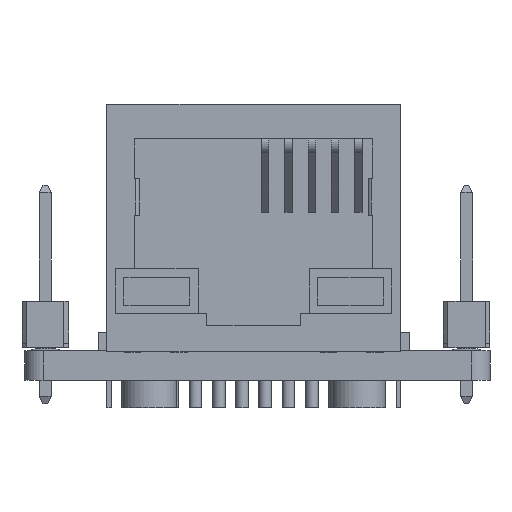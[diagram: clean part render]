
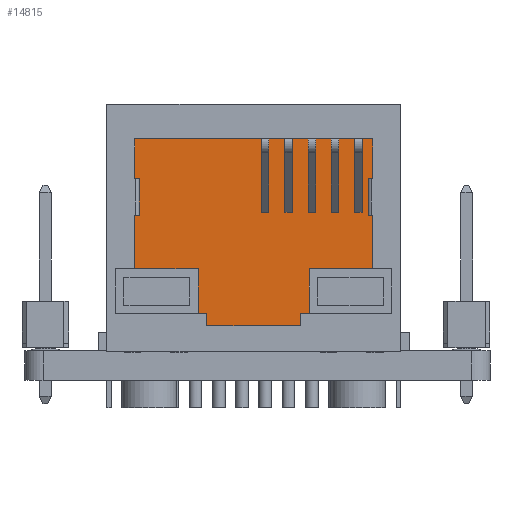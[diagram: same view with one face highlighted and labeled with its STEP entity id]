
A CAD part, front view. The second image highlights one B-rep face of the part: STEP entity #14815.
In plain terms, the highlighted face is planar.
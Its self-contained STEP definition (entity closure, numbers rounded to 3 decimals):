
#1237=FACE_OUTER_BOUND('',#2109,.T.);
#2109=EDGE_LOOP('',(#12429,#12430,#12431,#12432,#12433,#12434,#12435,#12436,
#12437,#12438,#12439,#12440,#12441,#12442,#12443,#12444,#12445,#12446,#12447,
#12448));
#3754=LINE('',#24452,#5435);
#3776=LINE('',#24502,#5457);
#3805=LINE('',#24566,#5486);
#3806=LINE('',#24568,#5487);
#3807=LINE('',#24570,#5488);
#3808=LINE('',#24572,#5489);
#3809=LINE('',#24574,#5490);
#3810=LINE('',#24576,#5491);
#3811=LINE('',#24578,#5492);
#3812=LINE('',#24580,#5493);
#3813=LINE('',#24582,#5494);
#3814=LINE('',#24584,#5495);
#3815=LINE('',#24586,#5496);
#3816=LINE('',#24588,#5497);
#3817=LINE('',#24590,#5498);
#3818=LINE('',#24592,#5499);
#3819=LINE('',#24594,#5500);
#3820=LINE('',#24596,#5501);
#3821=LINE('',#24598,#5502);
#3822=LINE('',#24599,#5503);
#5435=VECTOR('',#18947,1000.);
#5457=VECTOR('',#18981,1000.);
#5486=VECTOR('',#19024,1000.);
#5487=VECTOR('',#19025,1000.);
#5488=VECTOR('',#19026,1000.);
#5489=VECTOR('',#19027,1000.);
#5490=VECTOR('',#19028,1000.);
#5491=VECTOR('',#19029,1000.);
#5492=VECTOR('',#19030,1000.);
#5493=VECTOR('',#19031,1000.);
#5494=VECTOR('',#19032,1000.);
#5495=VECTOR('',#19033,1000.);
#5496=VECTOR('',#19034,1000.);
#5497=VECTOR('',#19035,1000.);
#5498=VECTOR('',#19036,1000.);
#5499=VECTOR('',#19037,1000.);
#5500=VECTOR('',#19038,1000.);
#5501=VECTOR('',#19039,1000.);
#5502=VECTOR('',#19040,1000.);
#5503=VECTOR('',#19041,1000.);
#6805=VERTEX_POINT('',#24449);
#6806=VERTEX_POINT('',#24451);
#6828=VERTEX_POINT('',#24501);
#6856=VERTEX_POINT('',#24565);
#6857=VERTEX_POINT('',#24567);
#6858=VERTEX_POINT('',#24569);
#6859=VERTEX_POINT('',#24571);
#6860=VERTEX_POINT('',#24573);
#6861=VERTEX_POINT('',#24575);
#6862=VERTEX_POINT('',#24577);
#6863=VERTEX_POINT('',#24579);
#6864=VERTEX_POINT('',#24581);
#6865=VERTEX_POINT('',#24583);
#6866=VERTEX_POINT('',#24585);
#6867=VERTEX_POINT('',#24587);
#6868=VERTEX_POINT('',#24589);
#6869=VERTEX_POINT('',#24591);
#6870=VERTEX_POINT('',#24593);
#6871=VERTEX_POINT('',#24595);
#6872=VERTEX_POINT('',#24597);
#8703=EDGE_CURVE('',#6806,#6805,#3754,.T.);
#8728=EDGE_CURVE('',#6828,#6806,#3776,.T.);
#8760=EDGE_CURVE('',#6805,#6856,#3805,.T.);
#8761=EDGE_CURVE('',#6857,#6856,#3806,.T.);
#8762=EDGE_CURVE('',#6858,#6857,#3807,.T.);
#8763=EDGE_CURVE('',#6859,#6858,#3808,.T.);
#8764=EDGE_CURVE('',#6859,#6860,#3809,.T.);
#8765=EDGE_CURVE('',#6860,#6861,#3810,.T.);
#8766=EDGE_CURVE('',#6861,#6862,#3811,.T.);
#8767=EDGE_CURVE('',#6862,#6863,#3812,.T.);
#8768=EDGE_CURVE('',#6863,#6864,#3813,.T.);
#8769=EDGE_CURVE('',#6864,#6865,#3814,.T.);
#8770=EDGE_CURVE('',#6865,#6866,#3815,.T.);
#8771=EDGE_CURVE('',#6866,#6867,#3816,.T.);
#8772=EDGE_CURVE('',#6867,#6868,#3817,.T.);
#8773=EDGE_CURVE('',#6868,#6869,#3818,.T.);
#8774=EDGE_CURVE('',#6869,#6870,#3819,.T.);
#8775=EDGE_CURVE('',#6871,#6870,#3820,.T.);
#8776=EDGE_CURVE('',#6872,#6871,#3821,.T.);
#8777=EDGE_CURVE('',#6828,#6872,#3822,.T.);
#12429=ORIENTED_EDGE('',*,*,#8760,.T.);
#12430=ORIENTED_EDGE('',*,*,#8761,.F.);
#12431=ORIENTED_EDGE('',*,*,#8762,.F.);
#12432=ORIENTED_EDGE('',*,*,#8763,.F.);
#12433=ORIENTED_EDGE('',*,*,#8764,.T.);
#12434=ORIENTED_EDGE('',*,*,#8765,.T.);
#12435=ORIENTED_EDGE('',*,*,#8766,.T.);
#12436=ORIENTED_EDGE('',*,*,#8767,.T.);
#12437=ORIENTED_EDGE('',*,*,#8768,.T.);
#12438=ORIENTED_EDGE('',*,*,#8769,.T.);
#12439=ORIENTED_EDGE('',*,*,#8770,.T.);
#12440=ORIENTED_EDGE('',*,*,#8771,.T.);
#12441=ORIENTED_EDGE('',*,*,#8772,.T.);
#12442=ORIENTED_EDGE('',*,*,#8773,.T.);
#12443=ORIENTED_EDGE('',*,*,#8774,.T.);
#12444=ORIENTED_EDGE('',*,*,#8775,.F.);
#12445=ORIENTED_EDGE('',*,*,#8776,.F.);
#12446=ORIENTED_EDGE('',*,*,#8777,.F.);
#12447=ORIENTED_EDGE('',*,*,#8728,.T.);
#12448=ORIENTED_EDGE('',*,*,#8703,.T.);
#13766=PLANE('',#15839);
#14815=ADVANCED_FACE('',(#1237),#13766,.F.);
#15839=AXIS2_PLACEMENT_3D('',#24564,#19022,#19023);
#18947=DIRECTION('',(-1.,0.,0.));
#18981=DIRECTION('',(0.,1.,0.));
#19022=DIRECTION('center_axis',(0.,0.,-1.));
#19023=DIRECTION('ref_axis',(-1.,0.,0.));
#19024=DIRECTION('',(0.,-1.,0.));
#19025=DIRECTION('',(-1.,0.,0.));
#19026=DIRECTION('',(0.,1.,0.));
#19027=DIRECTION('',(1.,0.,0.));
#19028=DIRECTION('',(0.,-1.,0.));
#19029=DIRECTION('',(1.,0.,0.));
#19030=DIRECTION('',(0.,-1.,0.));
#19031=DIRECTION('',(1.,0.,0.));
#19032=DIRECTION('',(0.,-1.,0.));
#19033=DIRECTION('',(1.,0.,0.));
#19034=DIRECTION('',(0.,1.,0.));
#19035=DIRECTION('',(1.,0.,0.));
#19036=DIRECTION('',(0.,1.,0.));
#19037=DIRECTION('',(1.,0.,0.));
#19038=DIRECTION('',(0.,1.,0.));
#19039=DIRECTION('',(1.,0.,0.));
#19040=DIRECTION('',(0.,-1.,0.));
#19041=DIRECTION('',(-1.,0.,0.));
#24449=CARTESIAN_POINT('',(-6.5,11.62,-16.));
#24451=CARTESIAN_POINT('',(6.5,11.62,-16.));
#24452=CARTESIAN_POINT('',(6.5,11.62,-16.));
#24501=CARTESIAN_POINT('',(6.5,9.45,-16.));
#24502=CARTESIAN_POINT('',(6.5,4.53,-16.));
#24564=CARTESIAN_POINT('Origin',(2.565,2.09,-16.));
#24565=CARTESIAN_POINT('',(-6.5,9.45,-16.));
#24566=CARTESIAN_POINT('',(-6.5,4.53,-16.));
#24567=CARTESIAN_POINT('',(-6.25,9.45,-16.));
#24568=CARTESIAN_POINT('',(-6.5,9.45,-16.));
#24569=CARTESIAN_POINT('',(-6.25,7.45,-16.));
#24570=CARTESIAN_POINT('',(-6.25,7.45,-16.));
#24571=CARTESIAN_POINT('',(-6.5,7.45,-16.));
#24572=CARTESIAN_POINT('',(-6.5,7.45,-16.));
#24573=CARTESIAN_POINT('',(-6.5,4.53,-16.));
#24574=CARTESIAN_POINT('',(-6.5,4.53,-16.));
#24575=CARTESIAN_POINT('',(-3.03,4.53,-16.));
#24576=CARTESIAN_POINT('',(-3.03,4.53,-16.));
#24577=CARTESIAN_POINT('',(-3.03,2.09,-16.));
#24578=CARTESIAN_POINT('',(-3.03,2.09,-16.));
#24579=CARTESIAN_POINT('',(-2.565,2.09,-16.));
#24580=CARTESIAN_POINT('',(-2.565,2.09,-16.));
#24581=CARTESIAN_POINT('',(-2.565,1.43,-16.));
#24582=CARTESIAN_POINT('',(-2.565,1.43,-16.));
#24583=CARTESIAN_POINT('',(2.565,1.43,-16.));
#24584=CARTESIAN_POINT('',(-2.565,1.43,-16.));
#24585=CARTESIAN_POINT('',(2.565,2.09,-16.));
#24586=CARTESIAN_POINT('',(2.565,1.43,-16.));
#24587=CARTESIAN_POINT('',(3.03,2.09,-16.));
#24588=CARTESIAN_POINT('',(2.565,2.09,-16.));
#24589=CARTESIAN_POINT('',(3.03,4.53,-16.));
#24590=CARTESIAN_POINT('',(3.03,2.09,-16.));
#24591=CARTESIAN_POINT('',(6.5,4.53,-16.));
#24592=CARTESIAN_POINT('',(3.03,4.53,-16.));
#24593=CARTESIAN_POINT('',(6.5,7.45,-16.));
#24594=CARTESIAN_POINT('',(6.5,4.53,-16.));
#24595=CARTESIAN_POINT('',(6.25,7.45,-16.));
#24596=CARTESIAN_POINT('',(6.5,7.45,-16.));
#24597=CARTESIAN_POINT('',(6.25,9.45,-16.));
#24598=CARTESIAN_POINT('',(6.25,7.45,-16.));
#24599=CARTESIAN_POINT('',(6.5,9.45,-16.));
